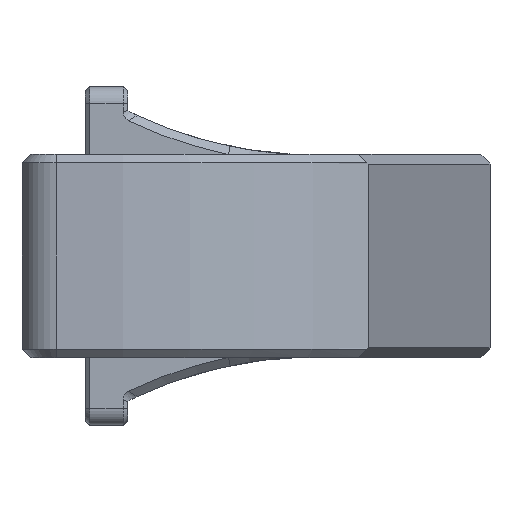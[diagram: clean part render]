
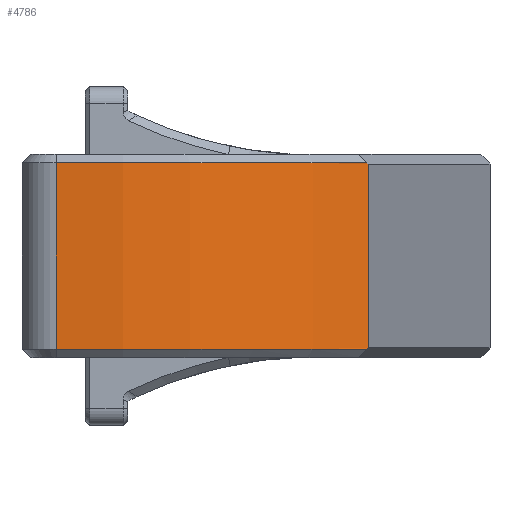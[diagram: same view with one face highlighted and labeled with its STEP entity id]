
A CAD part, left-side view. The second image highlights one B-rep face of the part: STEP entity #4786.
In plain terms, the highlighted free-form (B-spline) face has degree [8, 1] with [9, 2] control points.
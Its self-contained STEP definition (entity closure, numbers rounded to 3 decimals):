
#773=CARTESIAN_POINT('',(-34.599,-36.415,10.85));
#774=CARTESIAN_POINT('',(-34.67,-36.339,10.9));
#775=CARTESIAN_POINT('',(-34.74,-36.262,10.95));
#776=CARTESIAN_POINT('',(-34.811,-36.185,11.));
#781=DIRECTION('',(0.,0.,1.));
#782=VECTOR('',#781,21.7);
#783=CARTESIAN_POINT('',(-34.599,-36.415,-10.85));
#784=LINE('',#783,#782);
#788=CARTESIAN_POINT('',(-34.811,-36.185,-11.));
#789=CARTESIAN_POINT('',(-34.74,-36.262,
-10.95));
#790=CARTESIAN_POINT('',(-34.67,-36.339,
-10.9));
#791=CARTESIAN_POINT('',(-34.599,-36.415,-10.85));
#796=CARTESIAN_POINT('',(0.,-4.28,-11.));
#797=DIRECTION('',(0.,0.,1.));
#798=DIRECTION('',(-0.995,0.1,0.));
#799=AXIS2_PLACEMENT_3D('',#796,#797,#798);
#804=DIRECTION('',(0.,0.,1.));
#805=VECTOR('',#804,22.);
#806=CARTESIAN_POINT('',(-46.982,0.451,
-11.));
#807=LINE('',#806,#805);
#811=CARTESIAN_POINT('',(0.,-4.28,11.));
#812=DIRECTION('',(0.,0.,-1.));
#813=DIRECTION('',(-0.737,-0.676,0.));
#814=AXIS2_PLACEMENT_3D('',#811,#812,#813);
#1019=CARTESIAN_POINT('',(-34.811,-36.185,-11.));
#3709=CARTESIAN_POINT('',(-46.982,0.451,-11.));
#3710=VERTEX_POINT('',#3709);
#3733=CARTESIAN_POINT('',(-46.982,0.451,11.));
#3734=VERTEX_POINT('',#3733);
#4053=VERTEX_POINT('',#773);
#4054=VERTEX_POINT('',#776);
#4061=VERTEX_POINT('',#1019);
#4062=VERTEX_POINT('',#791);
#4753=CARTESIAN_POINT('',(-46.606,3.309,
-14.497));
#4754=CARTESIAN_POINT('',(-46.606,3.309,14.497));
#4755=CARTESIAN_POINT('',(-49.618,-15.186,
-14.497));
#4756=CARTESIAN_POINT('',(-49.618,-15.186,
14.497));
#4757=CARTESIAN_POINT('',(-44.242,-35.046,
-14.497));
#4758=CARTESIAN_POINT('',(-44.242,-35.046,
14.497));
#4759=CARTESIAN_POINT('',(-29.766,-51.832,
-14.497));
#4760=CARTESIAN_POINT('',(-29.766,-51.832,
14.497));
#4761=CARTESIAN_POINT('',(-8.222,-60.665,
-14.497));
#4762=CARTESIAN_POINT('',(-8.222,-60.665,
14.497));
#4763=CARTESIAN_POINT('',(14.932,-58.354,
-14.497));
#4764=CARTESIAN_POINT('',(14.932,-58.354,14.497));
#4765=CARTESIAN_POINT('',(33.606,-46.405,
-14.497));
#4766=CARTESIAN_POINT('',(33.606,-46.405,14.497));
#4767=CARTESIAN_POINT('',(44.433,-28.908,
-14.497));
#4768=CARTESIAN_POINT('',(44.433,-28.908,14.497));
#4769=CARTESIAN_POINT('',(46.832,-10.324,
-14.497));
#4770=CARTESIAN_POINT('',(46.832,-10.324,14.497));
#4771=B_SPLINE_SURFACE_WITH_KNOTS('',8,1,((#4753,#4754),(#4755,#4756),(#4757,
#4758),(#4759,#4760),(#4761,#4762),(#4763,#4764),(#4765,#4766),(#4767,#4768),(
#4769,#4770)),.UNSPECIFIED.,.F.,.F.,.F.,(9,9),(2,2),(2.98,
6.155),(-2.497,26.497),.UNSPECIFIED.);
#4773=ORIENTED_EDGE('',*,*,#4772,.F.);
#4775=ORIENTED_EDGE('',*,*,#4774,.F.);
#4777=ORIENTED_EDGE('',*,*,#4776,.F.);
#4779=ORIENTED_EDGE('',*,*,#4778,.F.);
#4781=ORIENTED_EDGE('',*,*,#4780,.T.);
#4783=ORIENTED_EDGE('',*,*,#4782,.F.);
#4784=EDGE_LOOP('',(#4773,#4775,#4777,#4779,#4781,#4783));
#4785=FACE_OUTER_BOUND('',#4784,.F.);
#777=B_SPLINE_CURVE_WITH_KNOTS('',3,(#773,#774,#775,#776),.UNSPECIFIED.,.F.,.F.,
(4,4),(0.,1.),.UNSPECIFIED.);
#792=B_SPLINE_CURVE_WITH_KNOTS('',3,(#788,#789,#790,#791),.UNSPECIFIED.,.F.,.F.,
(4,4),(0.,1.),.UNSPECIFIED.);
#800=CIRCLE('',#799,47.22);
#815=CIRCLE('',#814,47.22);
#4772=EDGE_CURVE('',#4053,#4054,#777,.T.);
#4774=EDGE_CURVE('',#4062,#4053,#784,.T.);
#4776=EDGE_CURVE('',#4061,#4062,#792,.T.);
#4778=EDGE_CURVE('',#3710,#4061,#800,.T.);
#4780=EDGE_CURVE('',#3710,#3734,#807,.T.);
#4782=EDGE_CURVE('',#4054,#3734,#815,.T.);
#4786=ADVANCED_FACE('',(#4785),#4771,.T.);
